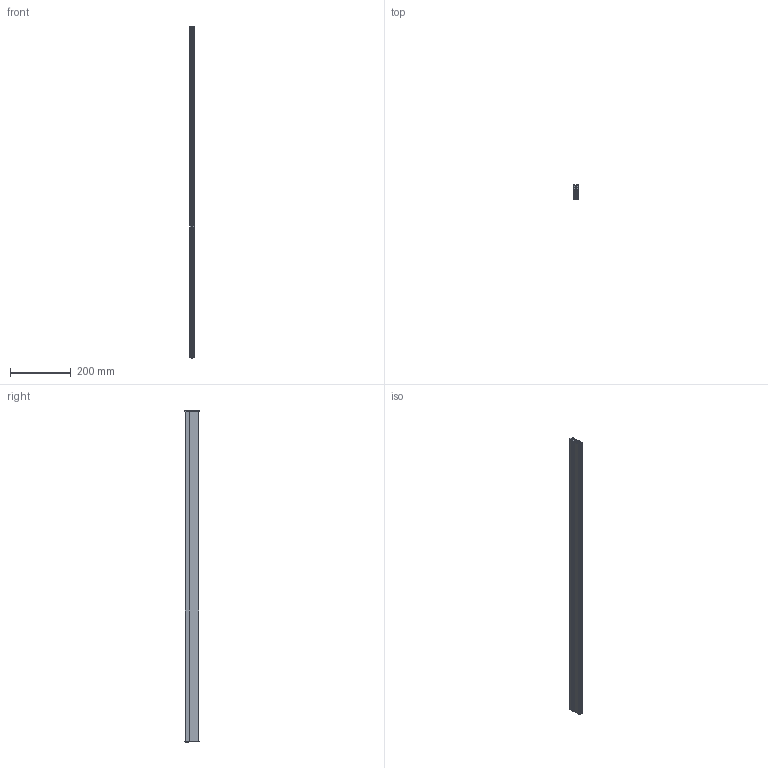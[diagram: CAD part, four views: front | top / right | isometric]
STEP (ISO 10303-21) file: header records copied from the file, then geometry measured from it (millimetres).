
FILE_DESCRIPTION (( 'STEP AP203' ), '1' );
FILE_NAME ('KG F10 schmal mit Abschlusskappen 1084.STEP', '2025-07-22T10:54:47', ( '' ), ( '' ), 'SwSTEP 2.0', 'SolidWorks 2023', '' );
FILE_SCHEMA (( 'CONFIG_CONTROL_DESIGN' ));
Length unit declared in the file: millimetre
Products named in the file (8): Betätigungsteil_WA; KG F10 schmal mit Abschlusskappen 1084; Innengeometrie_WA_1080; M2.9x13; Schutzprofil KG-F10 mit Schraubkanal 1084_1000; Aussengehäuse_WA_1080; Abschlusskappe KG-F10; Abschlusskappe KG-F10 Auslöseseite
Assembly tree (8 placements, depth 2):
  KG F10 schmal mit Abschlusskappen 1084
    Aussengehäuse_WA_1080
    Betätigungsteil_WA
    Innengeometrie_WA_1080
    Schutzprofil KG-F10 mit Schraubkanal 1084_1000
    Abschlusskappe KG-F10
    M2.9x13  x2
    Abschlusskappe KG-F10 Auslöseseite
Bounding box: 14.1 x 46.07 x 1091.25 mm (x, y, z)
Volume: 315154.8 mm3; surface area: 503343.1 mm2
Topology: 23 solids, 23 shells, 1331 faces, 3701 edges, 2452 vertices
Faces by surface type: plane 716, bspline 466, cylinder 115, cone 28, torus 6
Entity records: 58122 total; most frequent: CARTESIAN_POINT 27015, ORIENTED_EDGE 7206, DIRECTION 4507, EDGE_CURVE 3603, LINE 2417, VECTOR 2417, VERTEX_POINT 2396, EDGE_LOOP 1421
